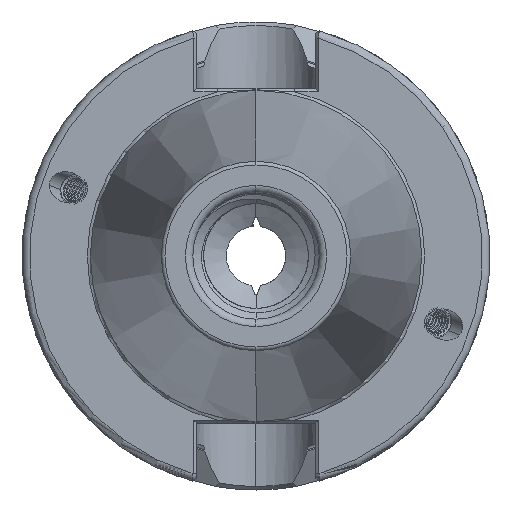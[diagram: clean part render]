
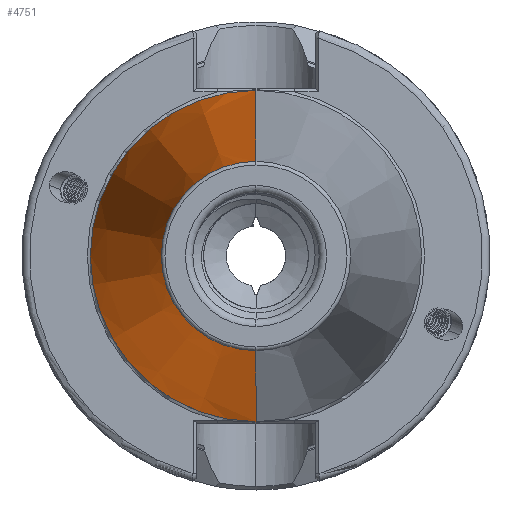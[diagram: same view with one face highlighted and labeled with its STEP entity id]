
A CAD part, left-side view. The second image highlights one B-rep face of the part: STEP entity #4751.
In plain terms, the highlighted conical face has half-angle 8.297 degrees and reference radius 22.298 mm.
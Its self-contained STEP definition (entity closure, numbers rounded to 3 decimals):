
#1638 = EDGE_LOOP ( 'NONE', ( #8841, #8849, #8853, #8873 ) ) ;
#4751 = ADVANCED_FACE ( 'NONE', ( #12740 ), #12727, .T. ) ;
#8841 = ORIENTED_EDGE ( 'NONE', *, *, #17071, .T. ) ;
#8849 = ORIENTED_EDGE ( 'NONE', *, *, #17035, .T. ) ;
#8853 = ORIENTED_EDGE ( 'NONE', *, *, #17119, .F. ) ;
#8873 = ORIENTED_EDGE ( 'NONE', *, *, #17111, .F. ) ;
#12727 = CONICAL_SURFACE ( 'NONE', #14650, 22.298, 0.145 ) ;
#12740 = FACE_OUTER_BOUND ( 'NONE', #1638, .T. ) ;
#14650 = AXIS2_PLACEMENT_3D ( 'NONE', #22319, #22293, #22288 ) ;
#16436 = LINE ( 'NONE', #20424, #16449 ) ;
#16449 = VECTOR ( 'NONE', #20375, 1000. ) ;
#16464 = CIRCLE ( 'NONE', #20612, 12.75 ) ;
#16477 = CIRCLE ( 'NONE', #19984, 22.298 ) ;
#16823 = VECTOR ( 'NONE', #19890, 1000. ) ;
#16839 = LINE ( 'NONE', #19872, #16823 ) ;
#17035 = EDGE_CURVE ( 'NONE', #21455, #21437, #16839, .T. ) ;
#17071 = EDGE_CURVE ( 'NONE', #21426, #21455, #16464, .T. ) ;
#17111 = EDGE_CURVE ( 'NONE', #21426, #21424, #16436, .T. ) ;
#17119 = EDGE_CURVE ( 'NONE', #21424, #21437, #16477, .T. ) ;
#19872 = CARTESIAN_POINT ( 'NONE',  ( -1.5, 0., 22.298 ) ) ;
#19890 = DIRECTION ( 'NONE',  ( 0.99, 0., 0.144 ) ) ;
#19984 = AXIS2_PLACEMENT_3D ( 'NONE', #20488, #20539, #20531 ) ;
#20183 = CARTESIAN_POINT ( 'NONE',  ( -66.972, 0., 0. ) ) ;
#20203 = DIRECTION ( 'NONE',  ( 1., 0., 0. ) ) ;
#20225 = DIRECTION ( 'NONE',  ( 0., 0., -1. ) ) ;
#20375 = DIRECTION ( 'NONE',  ( 0.99, 0., -0.144 ) ) ;
#20424 = CARTESIAN_POINT ( 'NONE',  ( -1.5, 0., -22.298 ) ) ;
#20488 = CARTESIAN_POINT ( 'NONE',  ( -1.5, 0., 0. ) ) ;
#20531 = DIRECTION ( 'NONE',  ( 0., 0., -1. ) ) ;
#20539 = DIRECTION ( 'NONE',  ( 1., 0., 0. ) ) ;
#20612 = AXIS2_PLACEMENT_3D ( 'NONE', #20183, #20203, #20225 ) ;
#20720 = CARTESIAN_POINT ( 'NONE',  ( -66.972, 0., -12.75 ) ) ;
#20773 = CARTESIAN_POINT ( 'NONE',  ( -1.5, 0., -22.298 ) ) ;
#20793 = CARTESIAN_POINT ( 'NONE',  ( -1.5, 0., 22.298 ) ) ;
#20822 = CARTESIAN_POINT ( 'NONE',  ( -66.972, 0., 12.75 ) ) ;
#21424 = VERTEX_POINT ( 'NONE', #20773 ) ;
#21426 = VERTEX_POINT ( 'NONE', #20720 ) ;
#21437 = VERTEX_POINT ( 'NONE', #20793 ) ;
#21455 = VERTEX_POINT ( 'NONE', #20822 ) ;
#22288 = DIRECTION ( 'NONE',  ( 0., 0., -1. ) ) ;
#22293 = DIRECTION ( 'NONE',  ( 1., 0., 0. ) ) ;
#22319 = CARTESIAN_POINT ( 'NONE',  ( -1.5, 0., 0. ) ) ;
